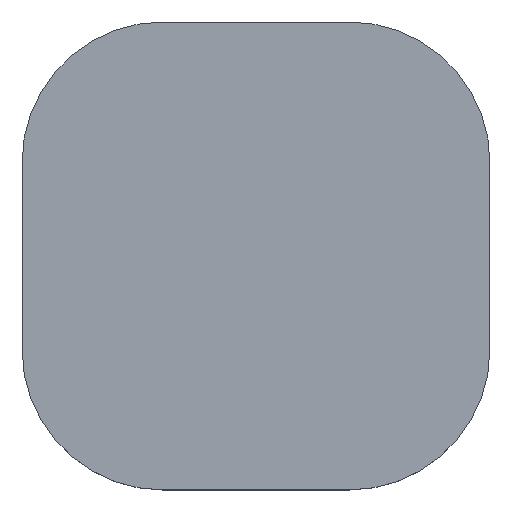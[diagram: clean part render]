
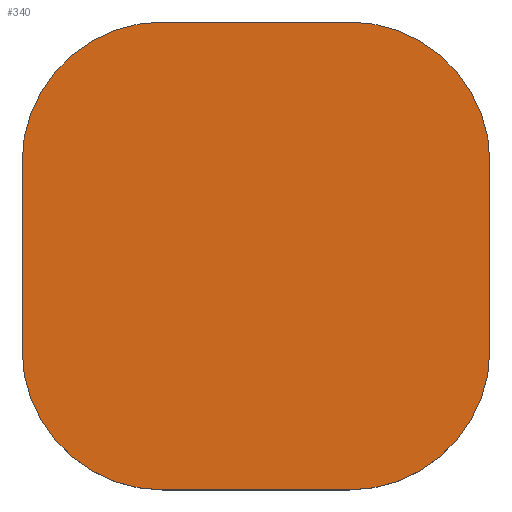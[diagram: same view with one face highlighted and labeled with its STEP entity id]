
A CAD part, top view. The second image highlights one B-rep face of the part: STEP entity #340.
In plain terms, the highlighted planar face has unit normal (0, 0, 1).
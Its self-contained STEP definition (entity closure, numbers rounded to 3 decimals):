
#34=FACE_OUTER_BOUND('',#54,.T.);
#54=EDGE_LOOP('',(#279,#280,#281,#282,#283,#284,#285,#286));
#76=LINE('',#557,#108);
#79=LINE('',#565,#111);
#82=LINE('',#573,#114);
#85=LINE('',#581,#117);
#108=VECTOR('',#443,10.);
#111=VECTOR('',#452,10.);
#114=VECTOR('',#461,10.);
#117=VECTOR('',#470,10.);
#139=CIRCLE('',#379,3.);
#140=CIRCLE('',#382,3.);
#141=CIRCLE('',#385,3.);
#142=CIRCLE('',#388,3.);
#167=VERTEX_POINT('',#554);
#168=VERTEX_POINT('',#556);
#169=VERTEX_POINT('',#560);
#170=VERTEX_POINT('',#564);
#171=VERTEX_POINT('',#568);
#172=VERTEX_POINT('',#572);
#173=VERTEX_POINT('',#576);
#174=VERTEX_POINT('',#580);
#200=EDGE_CURVE('',#168,#167,#76,.T.);
#202=EDGE_CURVE('',#169,#168,#139,.T.);
#204=EDGE_CURVE('',#170,#169,#79,.T.);
#206=EDGE_CURVE('',#171,#170,#140,.T.);
#208=EDGE_CURVE('',#172,#171,#82,.T.);
#210=EDGE_CURVE('',#173,#172,#141,.T.);
#212=EDGE_CURVE('',#174,#173,#85,.T.);
#214=EDGE_CURVE('',#167,#174,#142,.T.);
#279=ORIENTED_EDGE('',*,*,#214,.T.);
#280=ORIENTED_EDGE('',*,*,#212,.T.);
#281=ORIENTED_EDGE('',*,*,#210,.T.);
#282=ORIENTED_EDGE('',*,*,#208,.T.);
#283=ORIENTED_EDGE('',*,*,#206,.T.);
#284=ORIENTED_EDGE('',*,*,#204,.T.);
#285=ORIENTED_EDGE('',*,*,#202,.T.);
#286=ORIENTED_EDGE('',*,*,#200,.T.);
#325=PLANE('',#389);
#340=ADVANCED_FACE('',(#34),#325,.T.);
#379=AXIS2_PLACEMENT_3D('',#561,#447,#448);
#382=AXIS2_PLACEMENT_3D('',#569,#456,#457);
#385=AXIS2_PLACEMENT_3D('',#577,#465,#466);
#388=AXIS2_PLACEMENT_3D('',#584,#474,#475);
#389=AXIS2_PLACEMENT_3D('',#585,#476,#477);
#443=DIRECTION('',(-1.,0.,0.));
#447=DIRECTION('center_axis',(0.,0.,1.));
#448=DIRECTION('ref_axis',(1.,0.,0.));
#452=DIRECTION('',(0.,1.,0.));
#456=DIRECTION('center_axis',(0.,0.,1.));
#457=DIRECTION('ref_axis',(0.,-1.,0.));
#461=DIRECTION('',(1.,0.,0.));
#465=DIRECTION('center_axis',(0.,0.,1.));
#466=DIRECTION('ref_axis',(-1.,0.,0.));
#470=DIRECTION('',(0.,-1.,0.));
#474=DIRECTION('center_axis',(0.,0.,1.));
#475=DIRECTION('ref_axis',(0.,1.,0.));
#476=DIRECTION('center_axis',(0.,0.,1.));
#477=DIRECTION('ref_axis',(-1.,0.,0.));
#554=CARTESIAN_POINT('',(-12.5,27.,3.));
#556=CARTESIAN_POINT('',(-8.5,27.,3.));
#557=CARTESIAN_POINT('',(-8.5,27.,3.));
#560=CARTESIAN_POINT('',(-5.5,24.,3.));
#561=CARTESIAN_POINT('Origin',(-8.5,24.,3.));
#564=CARTESIAN_POINT('',(-5.5,20.,3.));
#565=CARTESIAN_POINT('',(-5.5,20.,3.));
#568=CARTESIAN_POINT('',(-8.5,17.,3.));
#569=CARTESIAN_POINT('Origin',(-8.5,20.,3.));
#572=CARTESIAN_POINT('',(-12.5,17.,3.));
#573=CARTESIAN_POINT('',(-12.5,17.,3.));
#576=CARTESIAN_POINT('',(-15.5,20.,3.));
#577=CARTESIAN_POINT('Origin',(-12.5,20.,3.));
#580=CARTESIAN_POINT('',(-15.5,24.,3.));
#581=CARTESIAN_POINT('',(-15.5,24.,3.));
#584=CARTESIAN_POINT('Origin',(-12.5,24.,3.));
#585=CARTESIAN_POINT('Origin',(-10.5,22.,3.));
